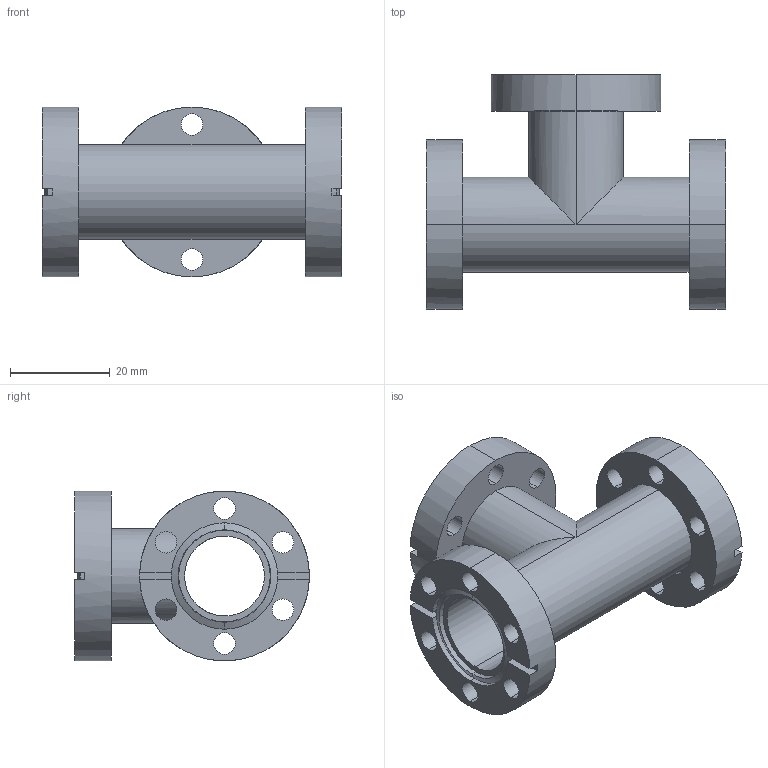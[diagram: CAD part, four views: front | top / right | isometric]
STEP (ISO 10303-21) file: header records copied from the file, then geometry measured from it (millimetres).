
FILE_DESCRIPTION (( 'STEP AP214' ), '1' );
FILE_NAME ('DT3-CF16.STEP', '2024-09-14T06:52:50', ( '' ), ( '' ), 'SwSTEP 2.0', 'SolidWorks 2020', '' );
FILE_SCHEMA (( 'AUTOMOTIVE_DESIGN' ));
Length unit declared in the file: millimetre
Products named in the file (1): DT3-CF16
Bounding box: 60 x 47 x 34 mm (x, y, z)
Volume: 17578 mm3; surface area: 16147.5 mm2
Topology: 2 solids, 2 shells, 112 faces, 292 edges, 186 vertices
Faces by surface type: cylinder 68, plane 32, cone 12
Entity records: 3641 total; most frequent: DIRECTION 668, CARTESIAN_POINT 637, ORIENTED_EDGE 584, EDGE_CURVE 292, AXIS2_PLACEMENT_3D 269, VERTEX_POINT 186, CIRCLE 156, EDGE_LOOP 156
